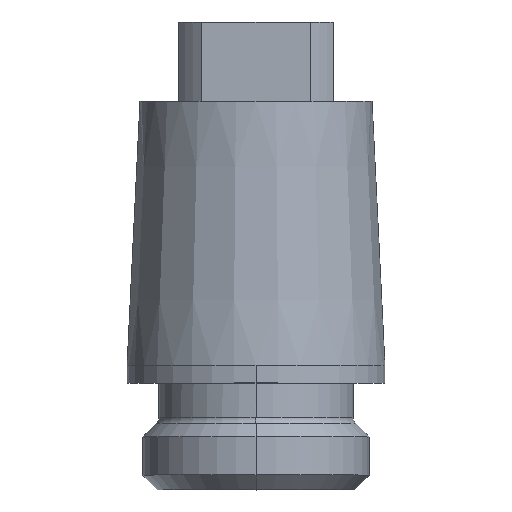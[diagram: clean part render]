
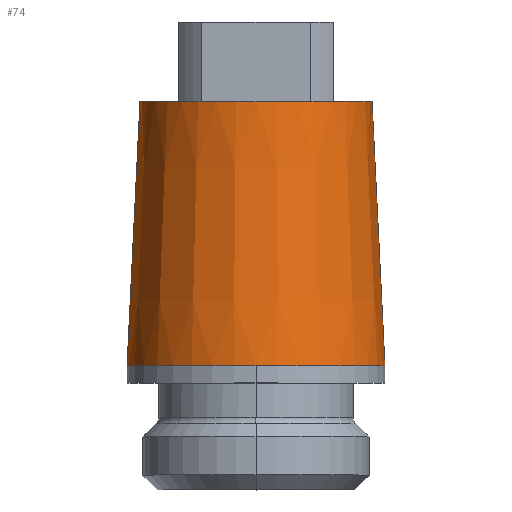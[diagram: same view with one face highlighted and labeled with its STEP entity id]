
A CAD part, top view. The second image highlights one B-rep face of the part: STEP entity #74.
In plain terms, the highlighted conical face has half-angle 2.788 degrees and reference radius 7.125 mm.
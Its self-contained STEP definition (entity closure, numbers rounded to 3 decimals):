
#74=ADVANCED_FACE('',(#161),#162,.T.);
#161=FACE_OUTER_BOUND('',#258,.T.);
#162=CONICAL_SURFACE('',#259,7.125,0.049);
#258=EDGE_LOOP('',(#406,#407,#408,#409,#410));
#259=AXIS2_PLACEMENT_3D('',#411,#412,#413);
#406=ORIENTED_EDGE('',*,*,#617,.T.);
#407=ORIENTED_EDGE('',*,*,#622,.T.);
#408=ORIENTED_EDGE('',*,*,#623,.T.);
#409=ORIENTED_EDGE('',*,*,#618,.T.);
#410=ORIENTED_EDGE('',*,*,#594,.F.);
#411=CARTESIAN_POINT('',(0.0,7.7,0.0));
#412=DIRECTION('',(-0.0,-1.0,0.0));
#413=DIRECTION('',(-1.0,0.0,0.0));
#594=EDGE_CURVE('',#704,#705,#706,.T.);
#617=EDGE_CURVE('',#704,#743,#744,.T.);
#618=EDGE_CURVE('',#745,#705,#746,.T.);
#622=EDGE_CURVE('',#743,#751,#752,.T.);
#623=EDGE_CURVE('',#751,#745,#753,.T.);
#704=VERTEX_POINT('',#850);
#705=VERTEX_POINT('',#851);
#706=CIRCLE('',#852,6.75);
#743=VERTEX_POINT('',#895);
#744=LINE('',#896,#897);
#745=VERTEX_POINT('',#898);
#746=LINE('',#899,#900);
#751=VERTEX_POINT('',#905);
#752=CIRCLE('',#906,7.5);
#753=CIRCLE('',#907,7.5);
#850=CARTESIAN_POINT('',(-6.75,15.4,0.0));
#851=CARTESIAN_POINT('',(6.75,15.4,0.));
#852=AXIS2_PLACEMENT_3D('',#1024,#1025,#1026);
#895=CARTESIAN_POINT('',(-7.5,0.0,0.));
#896=CARTESIAN_POINT('',(-7.125,7.7,0.));
#897=VECTOR('',#1069,1.0);
#898=CARTESIAN_POINT('',(7.5,0.0,0.));
#899=CARTESIAN_POINT('',(7.125,7.7,0.));
#900=VECTOR('',#1070,1.0);
#905=CARTESIAN_POINT('',(0.0,0.0,7.5));
#906=AXIS2_PLACEMENT_3D('',#1077,#1078,#1079);
#907=AXIS2_PLACEMENT_3D('',#1080,#1081,#1082);
#1024=CARTESIAN_POINT('',(0.0,15.4,0.0));
#1025=DIRECTION('',(0.0,1.0,0.0));
#1026=DIRECTION('',(-1.0,0.0,0.0));
#1069=DIRECTION('',(-0.049,-0.999,0.));
#1070=DIRECTION('',(-0.049,0.999,0.));
#1077=CARTESIAN_POINT('',(0.0,0.0,0.0));
#1078=DIRECTION('',(-0.0,1.0,0.0));
#1079=DIRECTION('',(1.0,0.0,0.0));
#1080=CARTESIAN_POINT('',(0.0,0.0,0.0));
#1081=DIRECTION('',(-0.0,1.0,0.0));
#1082=DIRECTION('',(1.0,0.0,0.0));
